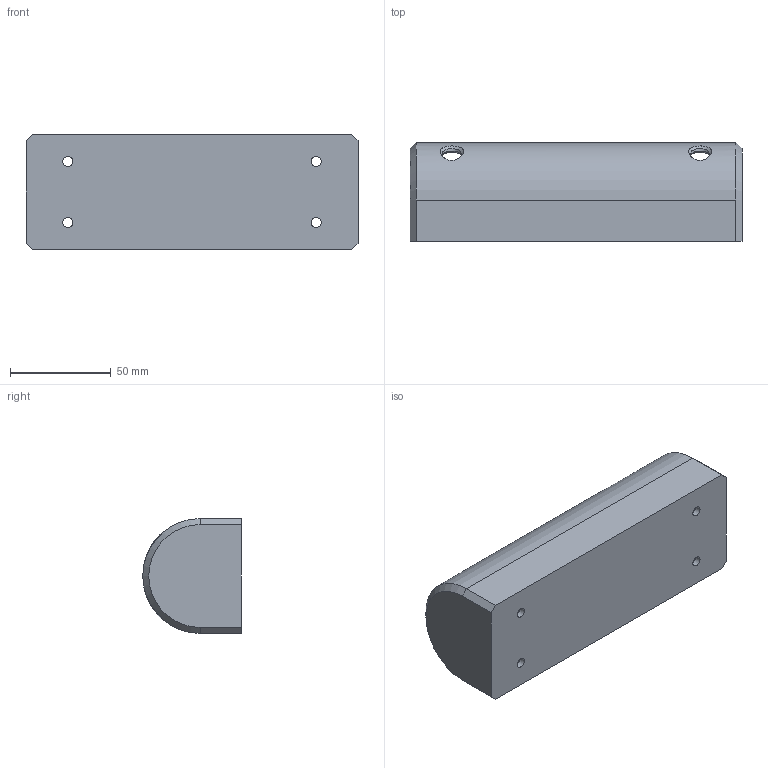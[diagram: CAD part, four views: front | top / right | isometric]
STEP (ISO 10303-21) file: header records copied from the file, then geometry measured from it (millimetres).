
FILE_DESCRIPTION(/* description */ (''),/* implementation_level */ '2;1');
FILE_NAME(/* name */ 'Power cord holder.step',/* time_stamp */ '2020-06-17T17:50:43-04:00',/* author */ (''),/* organization */ (''),/* preprocessor_version */ 'ST-DEVELOPER v18.1',/* originating_system */ 'Autodesk Translation Framework v9.3.0.1241',/* authorisation */ '');
FILE_SCHEMA (('AUTOMOTIVE_DESIGN { 1 0 10303 214 3 1 1 }'));
Length unit declared in the file: millimetre
Products named in the file (1): Power cord holder
Bounding box: 165.1 x 48.97 x 57.15 mm (x, y, z)
Volume: 91805.7 mm3; surface area: 62247.1 mm2
Topology: 1 solids, 1 shells, 42 faces, 99 edges, 60 vertices
Faces by surface type: plane 19, bspline 12, cylinder 6, cone 5
Full cylindrical faces by diameter (mm): 5 x4
Entity records: 3009 total; most frequent: CARTESIAN_POINT 2038, ORIENTED_EDGE 198, DIRECTION 162, EDGE_CURVE 99, LINE 66, VECTOR 66, VERTEX_POINT 60, EDGE_LOOP 59
